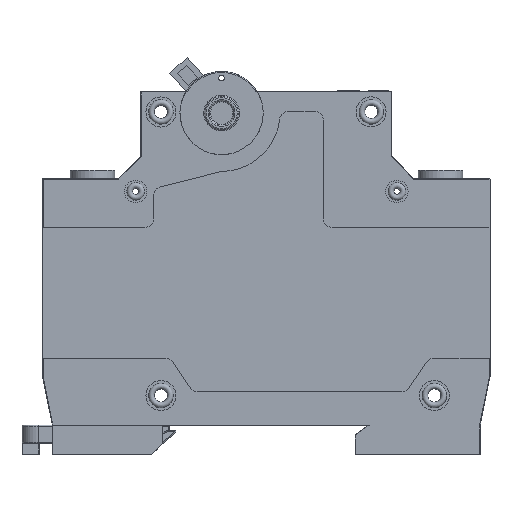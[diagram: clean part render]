
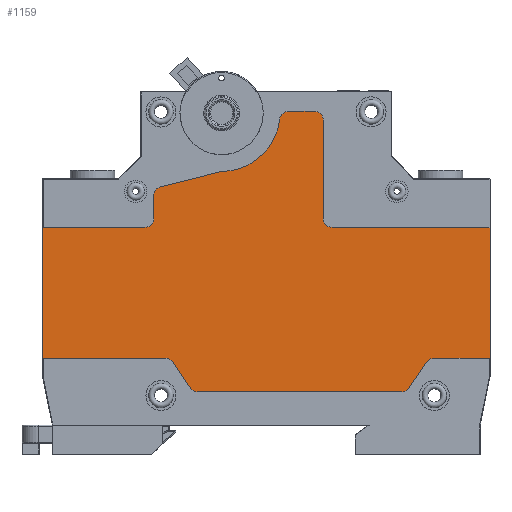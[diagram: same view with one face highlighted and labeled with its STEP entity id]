
A CAD part, front view. The second image highlights one B-rep face of the part: STEP entity #1159.
In plain terms, the highlighted planar face has unit normal (0, -1, 0).
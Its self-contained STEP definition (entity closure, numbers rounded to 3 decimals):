
#1159=ADVANCED_FACE('',(#2670),#2672,.T.);
#2670=FACE_BOUND('',#2671,.T.);
#2671=EDGE_LOOP('',(#11137,#11138,#11139,#11140,#11141,#11142,#11143,#11144,#11145,
#11146,#11147,#11148,#11149,#11150,#11151,#11152,#11153,#11154,#11155,#11156,#11157,
#11158,#11159));
#2672=PLANE('',#2673);
#2673=AXIS2_PLACEMENT_3D('',#2674,#2675,#2676);
#2674=CARTESIAN_POINT('',(0.,0.12,0.));
#2675=DIRECTION('',(0.,-1.,0.));
#2676=DIRECTION('',(1.,0.,0.));
#11137=ORIENTED_EDGE('',*,*,#16017,.F.);
#11138=ORIENTED_EDGE('',*,*,#16002,.T.);
#11139=ORIENTED_EDGE('',*,*,#15999,.T.);
#11140=ORIENTED_EDGE('',*,*,#15997,.T.);
#11141=ORIENTED_EDGE('',*,*,#15995,.T.);
#11142=ORIENTED_EDGE('',*,*,#15993,.T.);
#11143=ORIENTED_EDGE('',*,*,#15991,.T.);
#11144=ORIENTED_EDGE('',*,*,#15989,.T.);
#11145=ORIENTED_EDGE('',*,*,#15987,.T.);
#11146=ORIENTED_EDGE('',*,*,#15985,.T.);
#11147=ORIENTED_EDGE('',*,*,#15968,.F.);
#11148=ORIENTED_EDGE('',*,*,#16181,.T.);
#11149=ORIENTED_EDGE('',*,*,#16182,.T.);
#11150=ORIENTED_EDGE('',*,*,#16183,.T.);
#11151=ORIENTED_EDGE('',*,*,#16184,.T.);
#11152=ORIENTED_EDGE('',*,*,#16185,.T.);
#11153=ORIENTED_EDGE('',*,*,#16186,.T.);
#11154=ORIENTED_EDGE('',*,*,#16187,.T.);
#11155=ORIENTED_EDGE('',*,*,#16188,.T.);
#11156=ORIENTED_EDGE('',*,*,#16189,.T.);
#11157=ORIENTED_EDGE('',*,*,#16190,.T.);
#11158=ORIENTED_EDGE('',*,*,#16191,.T.);
#11159=ORIENTED_EDGE('',*,*,#16192,.T.);
#15968=EDGE_CURVE('',#18404,#18406,#18407,.T.);
#15985=EDGE_CURVE('',#18437,#18406,#18438,.T.);
#15987=EDGE_CURVE('',#18440,#18437,#18441,.T.);
#15989=EDGE_CURVE('',#18443,#18440,#18444,.T.);
#15991=EDGE_CURVE('',#18446,#18443,#18447,.T.);
#15993=EDGE_CURVE('',#18449,#18446,#18450,.T.);
#15995=EDGE_CURVE('',#18452,#18449,#18453,.T.);
#15997=EDGE_CURVE('',#18455,#18452,#18456,.T.);
#15999=EDGE_CURVE('',#18458,#18455,#18459,.T.);
#16002=EDGE_CURVE('',#18463,#18458,#18464,.T.);
#16017=EDGE_CURVE('',#18463,#18492,#18493,.T.);
#16181=EDGE_CURVE('',#18404,#18783,#18785,.T.);
#16182=EDGE_CURVE('',#18783,#18786,#18787,.T.);
#16183=EDGE_CURVE('',#18786,#18788,#18789,.T.);
#16184=EDGE_CURVE('',#18788,#18790,#18791,.T.);
#16185=EDGE_CURVE('',#18790,#18792,#18793,.T.);
#16186=EDGE_CURVE('',#18792,#18794,#18795,.T.);
#16187=EDGE_CURVE('',#18794,#18796,#18797,.T.);
#16188=EDGE_CURVE('',#18796,#18798,#18799,.T.);
#16189=EDGE_CURVE('',#18798,#18800,#18801,.T.);
#16190=EDGE_CURVE('',#18800,#18802,#18803,.T.);
#16191=EDGE_CURVE('',#18802,#18804,#18805,.T.);
#16192=EDGE_CURVE('',#18804,#18492,#18806,.T.);
#18404=VERTEX_POINT('',#22514);
#18406=VERTEX_POINT('',#22518);
#18407=LINE('',#22519,#22520);
#18437=VERTEX_POINT('',#22583);
#18438=LINE('',#22584,#22585);
#18440=VERTEX_POINT('',#22590);
#18441=CIRCLE('',#22591,1.6);
#18443=VERTEX_POINT('',#22598);
#18444=LINE('',#22599,#22600);
#18446=VERTEX_POINT('',#22605);
#18447=CIRCLE('',#22606,1.6);
#18449=VERTEX_POINT('',#22613);
#18450=LINE('',#22614,#22615);
#18452=VERTEX_POINT('',#22620);
#18453=CIRCLE('',#22621,1.6);
#18455=VERTEX_POINT('',#22628);
#18456=LINE('',#22629,#22630);
#18458=VERTEX_POINT('',#22635);
#18459=CIRCLE('',#22636,1.6);
#18463=VERTEX_POINT('',#22648);
#18464=LINE('',#22649,#22650);
#18492=VERTEX_POINT('',#22707);
#18493=LINE('',#22708,#22709);
#18783=VERTEX_POINT('',#23366);
#18785=LINE('',#23370,#23371);
#18786=VERTEX_POINT('',#23373);
#18787=CIRCLE('',#23374,1.6);
#18788=VERTEX_POINT('',#23378);
#18789=LINE('',#23379,#23380);
#18790=VERTEX_POINT('',#23382);
#18791=CIRCLE('',#23383,1.6);
#18792=VERTEX_POINT('',#23387);
#18793=LINE('',#23388,#23389);
#18794=VERTEX_POINT('',#23391);
#18795=CIRCLE('',#23392,1.6);
#18796=VERTEX_POINT('',#23396);
#18797=CIRCLE('',#23397,10.5);
#18798=VERTEX_POINT('',#23401);
#18799=LINE('',#23402,#23403);
#18800=VERTEX_POINT('',#23405);
#18801=CIRCLE('',#23406,1.6);
#18802=VERTEX_POINT('',#23410);
#18803=LINE('',#23411,#23412);
#18804=VERTEX_POINT('',#23414);
#18805=CIRCLE('',#23415,1.6);
#18806=LINE('',#23419,#23420);
#22514=CARTESIAN_POINT('',(200.,0.12,8.52));
#22518=CARTESIAN_POINT('',(200.,0.12,-15.));
#22519=CARTESIAN_POINT('',(200.,0.12,8.52));
#22520=VECTOR('',#22521,1.);
#22521=DIRECTION('',(0.,0.,-1.));
#22583=CARTESIAN_POINT('',(189.856,0.12,-15.));
#22584=CARTESIAN_POINT('',(189.856,0.12,-15.));
#22585=VECTOR('',#22586,1.);
#22586=DIRECTION('',(1.,0.,0.));
#22590=CARTESIAN_POINT('',(188.525,0.12,-15.712));
#22591=AXIS2_PLACEMENT_3D('',#22592,#22593,#22594);
#22592=CARTESIAN_POINT('',(189.856,0.12,-16.6));
#22593=DIRECTION('',(0.,1.,0.));
#22594=DIRECTION('',(-0.832,0.,0.555));
#22598=CARTESIAN_POINT('',(185.475,0.12,-20.288));
#22599=CARTESIAN_POINT('',(185.475,0.12,-20.288));
#22600=VECTOR('',#22601,1.);
#22601=DIRECTION('',(0.555,0.,0.832));
#22605=CARTESIAN_POINT('',(184.144,0.12,-21.));
#22606=AXIS2_PLACEMENT_3D('',#22607,#22608,#22609);
#22607=CARTESIAN_POINT('',(184.144,0.12,-19.4));
#22608=DIRECTION('',(0.,-1.,0.));
#22609=DIRECTION('',(0.,0.,-1.));
#22613=CARTESIAN_POINT('',(147.376,0.12,-21.));
#22614=CARTESIAN_POINT('',(147.376,0.12,-21.));
#22615=VECTOR('',#22616,1.);
#22616=DIRECTION('',(1.,0.,0.));
#22620=CARTESIAN_POINT('',(146.045,0.12,-20.288));
#22621=AXIS2_PLACEMENT_3D('',#22622,#22623,#22624);
#22622=CARTESIAN_POINT('',(147.376,0.12,-19.4));
#22623=DIRECTION('',(0.,-1.,0.));
#22624=DIRECTION('',(-0.832,0.,-0.555));
#22628=CARTESIAN_POINT('',(142.995,0.12,-15.712));
#22629=CARTESIAN_POINT('',(142.995,0.12,-15.712));
#22630=VECTOR('',#22631,1.);
#22631=DIRECTION('',(0.555,0.,-0.832));
#22635=CARTESIAN_POINT('',(141.664,0.12,-15.));
#22636=AXIS2_PLACEMENT_3D('',#22637,#22638,#22639);
#22637=CARTESIAN_POINT('',(141.664,0.12,-16.6));
#22638=DIRECTION('',(0.,1.,0.));
#22639=DIRECTION('',(0.,0.,1.));
#22648=CARTESIAN_POINT('',(119.52,0.12,-15.));
#22649=CARTESIAN_POINT('',(119.52,0.12,-15.));
#22650=VECTOR('',#22651,1.);
#22651=DIRECTION('',(1.,0.,0.));
#22707=CARTESIAN_POINT('',(119.52,0.12,8.52));
#22708=CARTESIAN_POINT('',(119.52,0.12,-15.));
#22709=VECTOR('',#22710,1.);
#22710=DIRECTION('',(0.,0.,1.));
#23366=CARTESIAN_POINT('',(171.6,0.12,8.52));
#23370=CARTESIAN_POINT('',(200.,0.12,8.52));
#23371=VECTOR('',#23372,1.);
#23372=DIRECTION('',(-1.,0.,0.));
#23373=CARTESIAN_POINT('',(170.,0.12,10.12));
#23374=AXIS2_PLACEMENT_3D('',#23375,#23376,#23377);
#23375=CARTESIAN_POINT('',(171.6,0.12,10.12));
#23376=DIRECTION('',(0.,1.,0.));
#23377=DIRECTION('',(0.,0.,-1.));
#23378=CARTESIAN_POINT('',(170.,0.12,27.8));
#23379=CARTESIAN_POINT('',(170.,0.12,10.12));
#23380=VECTOR('',#23381,1.);
#23381=DIRECTION('',(0.,0.,1.));
#23382=CARTESIAN_POINT('',(168.4,0.12,29.4));
#23383=AXIS2_PLACEMENT_3D('',#23384,#23385,#23386);
#23384=CARTESIAN_POINT('',(168.4,0.12,27.8));
#23385=DIRECTION('',(0.,-1.,0.));
#23386=DIRECTION('',(1.,0.,0.));
#23387=CARTESIAN_POINT('',(163.75,0.12,29.4));
#23388=CARTESIAN_POINT('',(168.4,0.12,29.4));
#23389=VECTOR('',#23390,1.);
#23390=DIRECTION('',(-1.,0.,0.));
#23391=CARTESIAN_POINT('',(162.159,0.12,27.973));
#23392=AXIS2_PLACEMENT_3D('',#23393,#23394,#23395);
#23393=CARTESIAN_POINT('',(163.75,0.12,27.8));
#23394=DIRECTION('',(0.,-1.,0.));
#23395=DIRECTION('',(0.,0.,1.));
#23396=CARTESIAN_POINT('',(151.721,0.12,18.607));
#23397=AXIS2_PLACEMENT_3D('',#23398,#23399,#23400);
#23398=CARTESIAN_POINT('',(151.721,0.12,29.107));
#23399=DIRECTION('',(0.,1.,0.));
#23400=DIRECTION('',(0.994,0.,-0.108));
#23401=CARTESIAN_POINT('',(140.728,0.12,15.826));
#23402=CARTESIAN_POINT('',(151.721,0.12,18.607));
#23403=VECTOR('',#23404,1.);
#23404=DIRECTION('',(-0.969,0.,-0.245));
#23405=CARTESIAN_POINT('',(139.52,0.12,14.274));
#23406=AXIS2_PLACEMENT_3D('',#23407,#23408,#23409);
#23407=CARTESIAN_POINT('',(141.12,0.12,14.274));
#23408=DIRECTION('',(0.,-1.,0.));
#23409=DIRECTION('',(-0.245,0.,0.969));
#23410=CARTESIAN_POINT('',(139.52,0.12,10.12));
#23411=CARTESIAN_POINT('',(139.52,0.12,14.274));
#23412=VECTOR('',#23413,1.);
#23413=DIRECTION('',(0.,0.,-1.));
#23414=CARTESIAN_POINT('',(137.92,0.12,8.52));
#23415=AXIS2_PLACEMENT_3D('',#23416,#23417,#23418);
#23416=CARTESIAN_POINT('',(137.92,0.12,10.12));
#23417=DIRECTION('',(0.,1.,0.));
#23418=DIRECTION('',(1.,0.,0.));
#23419=CARTESIAN_POINT('',(137.92,0.12,8.52));
#23420=VECTOR('',#23421,1.);
#23421=DIRECTION('',(-1.,0.,0.));
